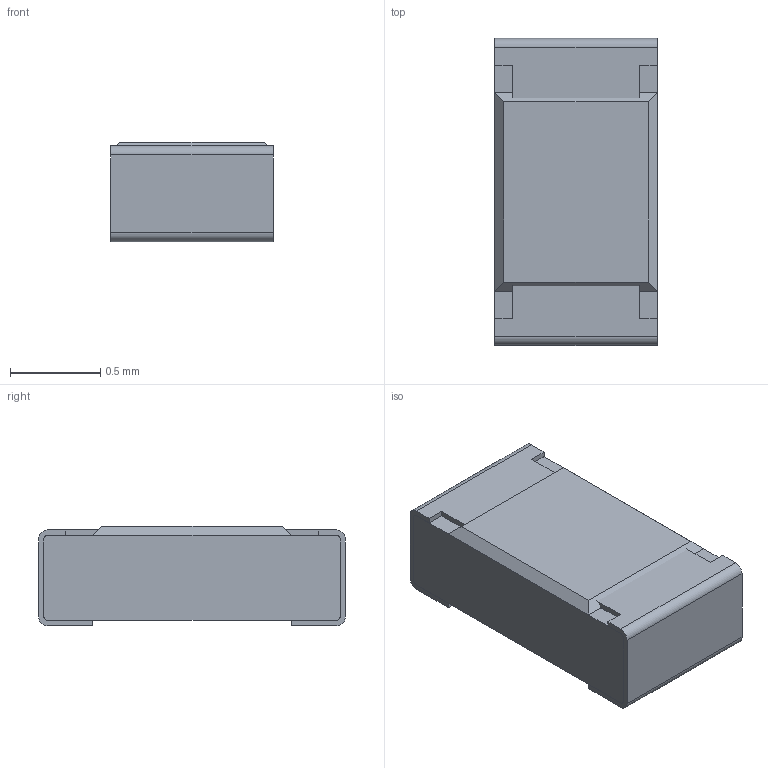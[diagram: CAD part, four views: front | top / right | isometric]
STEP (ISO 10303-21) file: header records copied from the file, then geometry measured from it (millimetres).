
FILE_DESCRIPTION(('FreeCAD Model'),'2;1');
FILE_NAME('RESC_0603_cp.step','2019-01-28T23:38:40',( 'kicad StepUp'),('ksu MCAD'),'Open CASCADE STEP processor 7.2', 'FreeCAD','Unknown');
FILE_SCHEMA(('AUTOMOTIVE_DESIGN { 1 0 10303 214 1 1 1 1 }'));
Length unit declared in the file: millimetre
Products named in the file (1): RESC_0603_cp
Bounding box: 0.9 x 1.7 x 0.55 mm (x, y, z)
Volume: 0.8 mm3; surface area: 9.5 mm2
Topology: 3 solids, 3 shells, 52 faces, 134 edges, 88 vertices
Faces by surface type: plane 40, cylinder 12
Entity records: 1944 total; most frequent: CARTESIAN_POINT 275, ORIENTED_EDGE 268, DIRECTION 264, EDGE_CURVE 134, LINE 110, VECTOR 110, VERTEX_POINT 88, AXIS2_PLACEMENT_3D 77
